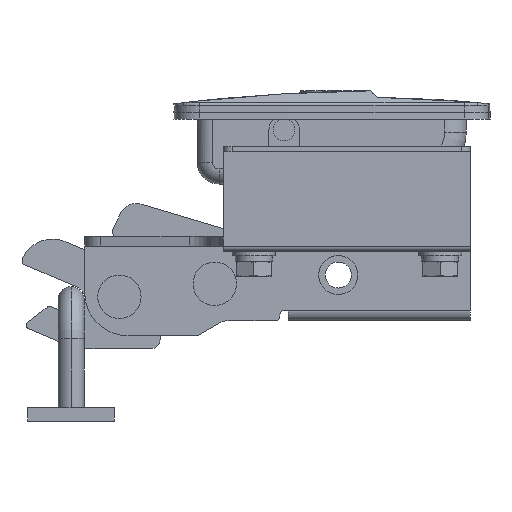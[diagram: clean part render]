
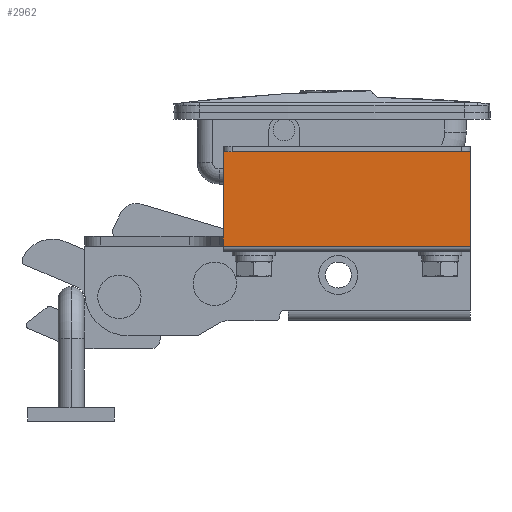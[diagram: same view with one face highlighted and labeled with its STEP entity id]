
A CAD part, front view. The second image highlights one B-rep face of the part: STEP entity #2962.
In plain terms, the highlighted face is planar.
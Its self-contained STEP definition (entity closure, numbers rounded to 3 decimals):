
#168 = ORIENTED_EDGE ( 'NONE', *, *, #12239, .T. ) ;
#495 = FACE_OUTER_BOUND ( 'NONE', #27958, .T. ) ;
#976 = VERTEX_POINT ( 'NONE', #16430 ) ;
#1449 = DIRECTION ( 'NONE',  ( 0., 0., -1. ) ) ;
#1509 = DIRECTION ( 'NONE',  ( 0., 0., 1. ) ) ;
#2844 = LINE ( 'NONE', #17459, #7388 ) ;
#2962 = ADVANCED_FACE ( 'NONE', ( #495 ), #12631, .F. ) ;
#3431 = VERTEX_POINT ( 'NONE', #11861 ) ;
#4924 = LINE ( 'NONE', #11390, #17489 ) ;
#5295 = EDGE_CURVE ( 'NONE', #17264, #976, #27063, .T. ) ;
#7388 = VECTOR ( 'NONE', #13270, 1000. ) ;
#7802 = ORIENTED_EDGE ( 'NONE', *, *, #18585, .F. ) ;
#9951 = VERTEX_POINT ( 'NONE', #10052 ) ;
#10052 = CARTESIAN_POINT ( 'NONE',  ( 23.2, 28.5, 0. ) ) ;
#11390 = CARTESIAN_POINT ( 'NONE',  ( 23.2, 28.5, 0. ) ) ;
#11861 = CARTESIAN_POINT ( 'NONE',  ( 23.2, -28.5, 0. ) ) ;
#12239 = EDGE_CURVE ( 'NONE', #3431, #9951, #4924, .T. ) ;
#12631 = PLANE ( 'NONE',  #19691 ) ;
#13270 = DIRECTION ( 'NONE',  ( 0., 0., -1. ) ) ;
#14439 = ORIENTED_EDGE ( 'NONE', *, *, #5295, .T. ) ;
#14695 = DIRECTION ( 'NONE',  ( -1., 0., 0. ) ) ;
#14902 = CARTESIAN_POINT ( 'NONE',  ( 23.2, 28.5, 23. ) ) ;
#15487 = VECTOR ( 'NONE', #1449, 1000. ) ;
#16430 = CARTESIAN_POINT ( 'NONE',  ( 23.2, -28.5, 21.8 ) ) ;
#17264 = VERTEX_POINT ( 'NONE', #25534 ) ;
#17459 = CARTESIAN_POINT ( 'NONE',  ( 23.2, -28.5, 23. ) ) ;
#17489 = VECTOR ( 'NONE', #18390, 1000. ) ;
#18390 = DIRECTION ( 'NONE',  ( 0., 1., 0. ) ) ;
#18585 = EDGE_CURVE ( 'NONE', #17264, #9951, #18970, .T. ) ;
#18970 = LINE ( 'NONE', #23937, #15487 ) ;
#19691 = AXIS2_PLACEMENT_3D ( 'NONE', #14902, #14695, #1509 ) ;
#19981 = ORIENTED_EDGE ( 'NONE', *, *, #24109, .T. ) ;
#23172 = VECTOR ( 'NONE', #28133, 1000. ) ;
#23395 = CARTESIAN_POINT ( 'NONE',  ( 23.2, 28.5, 21.8 ) ) ;
#23937 = CARTESIAN_POINT ( 'NONE',  ( 23.2, 28.5, 23. ) ) ;
#24109 = EDGE_CURVE ( 'NONE', #976, #3431, #2844, .T. ) ;
#25534 = CARTESIAN_POINT ( 'NONE',  ( 23.2, 28.5, 21.8 ) ) ;
#27063 = LINE ( 'NONE', #23395, #23172 ) ;
#27958 = EDGE_LOOP ( 'NONE', ( #19981, #168, #7802, #14439 ) ) ;
#28133 = DIRECTION ( 'NONE',  ( 0., -1., 0. ) ) ;
